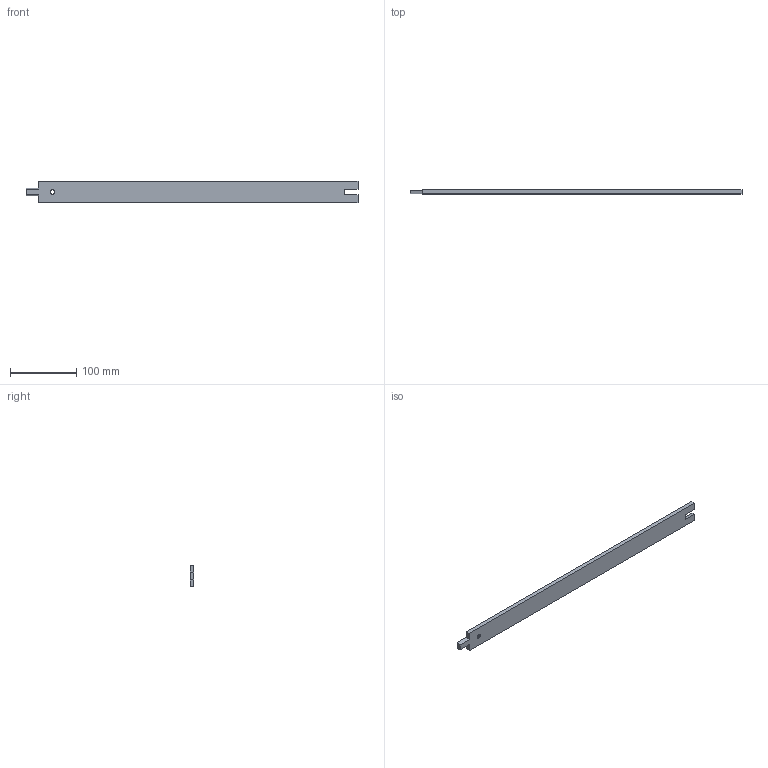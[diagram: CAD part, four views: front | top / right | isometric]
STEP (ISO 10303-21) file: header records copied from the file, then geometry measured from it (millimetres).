
FILE_DESCRIPTION (( 'STEP AP214' ), '1' );
FILE_NAME ('WEARSTRIPS.STEP', '2022-11-25T10:54:49', ( '' ), ( '' ), 'SwSTEP 2.0', 'SolidWorks 2019', '' );
FILE_SCHEMA (( 'AUTOMOTIVE_DESIGN' ));
Length unit declared in the file: millimetre
Products named in the file (1): WEARSTRIPS
Bounding box: 500 x 6 x 32 mm (x, y, z)
Volume: 91882.2 mm3; surface area: 37413.7 mm2
Topology: 1 solids, 1 shells, 21 faces, 52 edges, 34 vertices
Faces by surface type: plane 15, torus 2, cone 2, cylinder 2
Entity records: 660 total; most frequent: CARTESIAN_POINT 108, DIRECTION 108, ORIENTED_EDGE 104, EDGE_CURVE 52, VECTOR 40, LINE 40, AXIS2_PLACEMENT_3D 34, VERTEX_POINT 34
